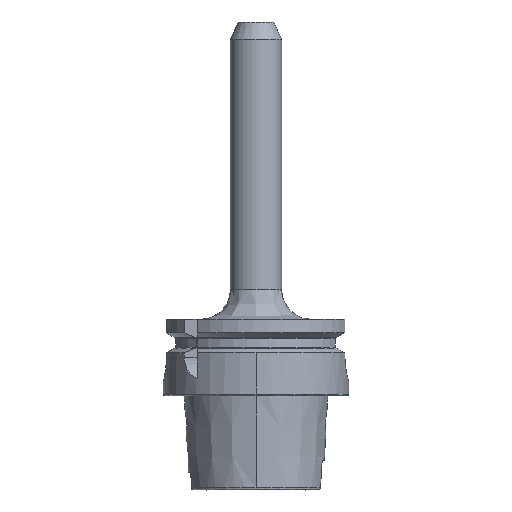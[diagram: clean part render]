
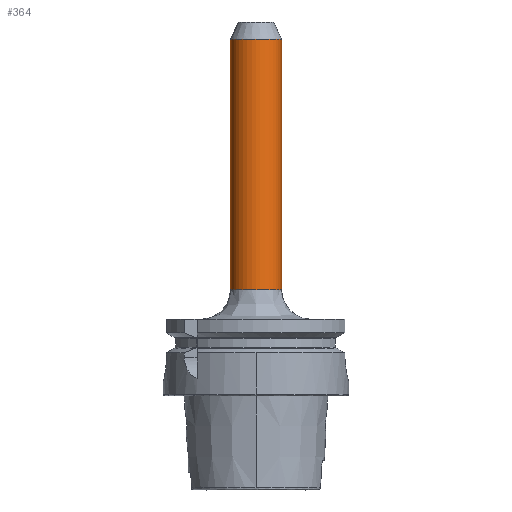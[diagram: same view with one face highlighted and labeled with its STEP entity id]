
A CAD part, front view. The second image highlights one B-rep face of the part: STEP entity #364.
In plain terms, the highlighted cylindrical face has radius 8.763 mm (diameter 17.526 mm), a partial arc.
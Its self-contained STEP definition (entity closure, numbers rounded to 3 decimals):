
#14 = EDGE_CURVE ( 'NONE', #4723, #1632, #4857, .T. ) ;
#78 = ORIENTED_EDGE ( 'NONE', *, *, #3873, .T. ) ;
#168 = ORIENTED_EDGE ( 'NONE', *, *, #4959, .F. ) ;
#364 = ADVANCED_FACE ( 'NONE', ( #1748 ), #1628, .T. ) ;
#443 = AXIS2_PLACEMENT_3D ( 'NONE', #1784, #4671, #2196 ) ;
#510 = CARTESIAN_POINT ( 'NONE',  ( 0., 0., 121.075 ) ) ;
#556 = EDGE_CURVE ( 'NONE', #3530, #1144, #2461, .T. ) ;
#916 = CARTESIAN_POINT ( 'NONE',  ( 8.763, 0., 36. ) ) ;
#974 = EDGE_LOOP ( 'NONE', ( #3027, #168, #3581, #78 ) ) ;
#986 = CIRCLE ( 'NONE', #1643, 8.763 ) ;
#1144 = VERTEX_POINT ( 'NONE', #916 ) ;
#1599 = CIRCLE ( 'NONE', #443, 8.763 ) ;
#1628 = CYLINDRICAL_SURFACE ( 'NONE', #4581, 8.763 ) ;
#1632 = VERTEX_POINT ( 'NONE', #5289 ) ;
#1643 = AXIS2_PLACEMENT_3D ( 'NONE', #1914, #4805, #3819 ) ;
#1748 = FACE_OUTER_BOUND ( 'NONE', #974, .T. ) ;
#1784 = CARTESIAN_POINT ( 'NONE',  ( 0., 0., 36. ) ) ;
#1914 = CARTESIAN_POINT ( 'NONE',  ( 0., 0., 121.075 ) ) ;
#2196 = DIRECTION ( 'NONE',  ( 0., -1., 0. ) ) ;
#2261 = CARTESIAN_POINT ( 'NONE',  ( 8.763, 0., 121.075 ) ) ;
#2313 = VECTOR ( 'NONE', #4328, 1000. ) ;
#2461 = LINE ( 'NONE', #2261, #2313 ) ;
#2598 = CARTESIAN_POINT ( 'NONE',  ( -8.763, 0., 121.075 ) ) ;
#2816 = CARTESIAN_POINT ( 'NONE',  ( 8.763, 0., 121.075 ) ) ;
#3025 = DIRECTION ( 'NONE',  ( 0., 0., -1. ) ) ;
#3027 = ORIENTED_EDGE ( 'NONE', *, *, #556, .F. ) ;
#3530 = VERTEX_POINT ( 'NONE', #2816 ) ;
#3581 = ORIENTED_EDGE ( 'NONE', *, *, #14, .T. ) ;
#3760 = VECTOR ( 'NONE', #3025, 1000. ) ;
#3810 = DIRECTION ( 'NONE',  ( 0., 0., -1. ) ) ;
#3819 = DIRECTION ( 'NONE',  ( -1., 0., 0. ) ) ;
#3873 = EDGE_CURVE ( 'NONE', #1632, #1144, #1599, .T. ) ;
#4229 = DIRECTION ( 'NONE',  ( -1., 0., 0. ) ) ;
#4328 = DIRECTION ( 'NONE',  ( 0., 0., -1. ) ) ;
#4581 = AXIS2_PLACEMENT_3D ( 'NONE', #510, #3810, #4229 ) ;
#4671 = DIRECTION ( 'NONE',  ( 0., 0., 1. ) ) ;
#4723 = VERTEX_POINT ( 'NONE', #4735 ) ;
#4735 = CARTESIAN_POINT ( 'NONE',  ( -8.763, 0., 121.075 ) ) ;
#4805 = DIRECTION ( 'NONE',  ( 0., 0., 1. ) ) ;
#4857 = LINE ( 'NONE', #2598, #3760 ) ;
#4959 = EDGE_CURVE ( 'NONE', #4723, #3530, #986, .T. ) ;
#5289 = CARTESIAN_POINT ( 'NONE',  ( -8.763, 0., 36. ) ) ;
